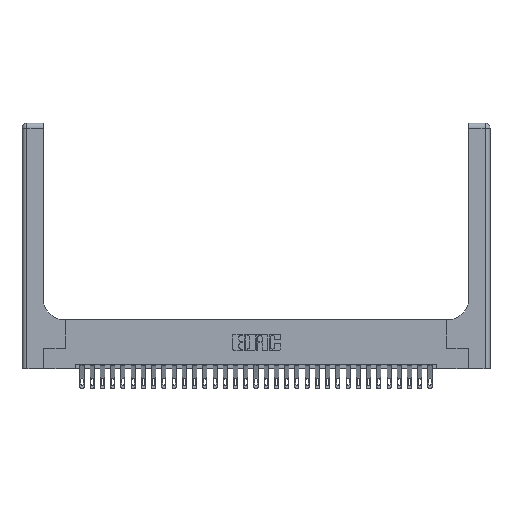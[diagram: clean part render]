
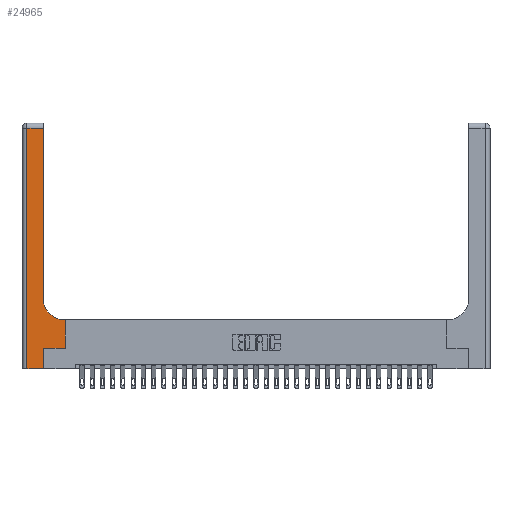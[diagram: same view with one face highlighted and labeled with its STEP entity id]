
A CAD part, top view. The second image highlights one B-rep face of the part: STEP entity #24965.
In plain terms, the highlighted planar face has unit normal (0, 0, 1).
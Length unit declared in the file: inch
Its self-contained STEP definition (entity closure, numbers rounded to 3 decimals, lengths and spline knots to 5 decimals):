
#253 = CARTESIAN_POINT ( 'NONE',  ( 0., 2.94, 0.37 ) ) ;
#582 = LINE ( 'NONE', #9301, #19380 ) ;
#948 = EDGE_CURVE ( 'NONE', #28350, #22602, #12917, .T. ) ;
#1764 = CARTESIAN_POINT ( 'NONE',  ( 0.26, 2.94, 0.37 ) ) ;
#2158 = EDGE_CURVE ( 'NONE', #8216, #26652, #7147, .T. ) ;
#2335 = LINE ( 'NONE', #27372, #9289 ) ;
#2648 = VECTOR ( 'NONE', #15517, 39.37008 ) ;
#2744 = CARTESIAN_POINT ( 'NONE',  ( 0.06, 0., 0.37 ) ) ;
#2943 = LINE ( 'NONE', #253, #7200 ) ;
#3446 = LINE ( 'NONE', #19426, #4175 ) ;
#3550 = CARTESIAN_POINT ( 'NONE',  ( 0.528, 0.25, 0.37 ) ) ;
#3558 = ORIENTED_EDGE ( 'NONE', *, *, #6168, .T. ) ;
#3877 = LINE ( 'NONE', #13065, #17488 ) ;
#4175 = VECTOR ( 'NONE', #28627, 39.37008 ) ;
#4705 = AXIS2_PLACEMENT_3D ( 'NONE', #21758, #17505, #17201 ) ;
#5521 = CARTESIAN_POINT ( 'NONE',  ( 0.26, 0.85, 0.37 ) ) ;
#6168 = EDGE_CURVE ( 'NONE', #22639, #8216, #2943, .T. ) ;
#6641 = CARTESIAN_POINT ( 'NONE',  ( 0., 3., 0.37 ) ) ;
#7147 = LINE ( 'NONE', #27225, #27400 ) ;
#7200 = VECTOR ( 'NONE', #9406, 39.37008 ) ;
#8216 = VERTEX_POINT ( 'NONE', #27992 ) ;
#9003 = VERTEX_POINT ( 'NONE', #28856 ) ;
#9289 = VECTOR ( 'NONE', #13967, 39.37008 ) ;
#9301 = CARTESIAN_POINT ( 'NONE',  ( 0.528, 0.25, 0.37 ) ) ;
#9406 = DIRECTION ( 'NONE',  ( -1., 0., 0. ) ) ;
#10494 = DIRECTION ( 'NONE',  ( 0., 1., 0. ) ) ;
#11478 = ORIENTED_EDGE ( 'NONE', *, *, #23751, .T. ) ;
#11600 = VERTEX_POINT ( 'NONE', #13620 ) ;
#12423 = ORIENTED_EDGE ( 'NONE', *, *, #14769, .T. ) ;
#12686 = EDGE_CURVE ( 'NONE', #26652, #25800, #24697, .T. ) ;
#12917 = CIRCLE ( 'NONE', #4705, 0.25 ) ;
#13065 = CARTESIAN_POINT ( 'NONE',  ( 0.26, 3., 0.37 ) ) ;
#13174 = ORIENTED_EDGE ( 'NONE', *, *, #14282, .T. ) ;
#13449 = DIRECTION ( 'NONE',  ( 0., 1., 0. ) ) ;
#13620 = CARTESIAN_POINT ( 'NONE',  ( 0.528, 0.6, 0.37 ) ) ;
#13914 = FACE_OUTER_BOUND ( 'NONE', #29615, .T. ) ;
#13967 = DIRECTION ( 'NONE',  ( -1., 0., 0. ) ) ;
#14132 = ORIENTED_EDGE ( 'NONE', *, *, #14720, .T. ) ;
#14248 = ORIENTED_EDGE ( 'NONE', *, *, #2158, .T. ) ;
#14282 = EDGE_CURVE ( 'NONE', #16374, #11600, #582, .T. ) ;
#14720 = EDGE_CURVE ( 'NONE', #22602, #22639, #3877, .T. ) ;
#14769 = EDGE_CURVE ( 'NONE', #11600, #28350, #2335, .T. ) ;
#15517 = DIRECTION ( 'NONE',  ( 1., 0., 0. ) ) ;
#16374 = VERTEX_POINT ( 'NONE', #3550 ) ;
#17201 = DIRECTION ( 'NONE',  ( 1., 0., 0. ) ) ;
#17488 = VECTOR ( 'NONE', #10494, 39.37008 ) ;
#17505 = DIRECTION ( 'NONE',  ( 0., 0., -1. ) ) ;
#18188 = AXIS2_PLACEMENT_3D ( 'NONE', #6641, #27765, #23110 ) ;
#18604 = PLANE ( 'NONE',  #18188 ) ;
#19067 = EDGE_CURVE ( 'NONE', #25800, #9003, #29137, .T. ) ;
#19380 = VECTOR ( 'NONE', #27856, 39.37008 ) ;
#19426 = CARTESIAN_POINT ( 'NONE',  ( 0.265, 0.25, 0.37 ) ) ;
#19868 = CARTESIAN_POINT ( 'NONE',  ( 0., 0., 0.37 ) ) ;
#20312 = ORIENTED_EDGE ( 'NONE', *, *, #19067, .T. ) ;
#21758 = CARTESIAN_POINT ( 'NONE',  ( 0.51, 0.85, 0.37 ) ) ;
#21804 = ORIENTED_EDGE ( 'NONE', *, *, #12686, .T. ) ;
#22602 = VERTEX_POINT ( 'NONE', #5521 ) ;
#22639 = VERTEX_POINT ( 'NONE', #1764 ) ;
#23110 = DIRECTION ( 'NONE',  ( -1., 0., 0. ) ) ;
#23253 = CARTESIAN_POINT ( 'NONE',  ( 0.51, 0.6, 0.37 ) ) ;
#23490 = CARTESIAN_POINT ( 'NONE',  ( 0.265, 0., 0.37 ) ) ;
#23751 = EDGE_CURVE ( 'NONE', #9003, #16374, #3446, .T. ) ;
#24697 = LINE ( 'NONE', #19868, #2648 ) ;
#24965 = ADVANCED_FACE ( 'NONE', ( #13914 ), #18604, .F. ) ;
#25800 = VERTEX_POINT ( 'NONE', #23490 ) ;
#26652 = VERTEX_POINT ( 'NONE', #2744 ) ;
#27225 = CARTESIAN_POINT ( 'NONE',  ( 0.06, 3., 0.37 ) ) ;
#27372 = CARTESIAN_POINT ( 'NONE',  ( 0.26, 0.6, 0.37 ) ) ;
#27400 = VECTOR ( 'NONE', #27535, 39.37008 ) ;
#27535 = DIRECTION ( 'NONE',  ( 0., -1., 0. ) ) ;
#27765 = DIRECTION ( 'NONE',  ( 0., 0., -1. ) ) ;
#27856 = DIRECTION ( 'NONE',  ( 0., 1., 0. ) ) ;
#27992 = CARTESIAN_POINT ( 'NONE',  ( 0.06, 2.94, 0.37 ) ) ;
#28136 = VECTOR ( 'NONE', #13449, 39.37008 ) ;
#28350 = VERTEX_POINT ( 'NONE', #23253 ) ;
#28627 = DIRECTION ( 'NONE',  ( 1., 0., 0. ) ) ;
#28856 = CARTESIAN_POINT ( 'NONE',  ( 0.265, 0.25, 0.37 ) ) ;
#29137 = LINE ( 'NONE', #29280, #28136 ) ;
#29171 = ORIENTED_EDGE ( 'NONE', *, *, #948, .T. ) ;
#29280 = CARTESIAN_POINT ( 'NONE',  ( 0.265, 0., 0.37 ) ) ;
#29615 = EDGE_LOOP ( 'NONE', ( #14132, #3558, #14248, #21804, #20312, #11478, #13174, #12423, #29171 ) ) ;
